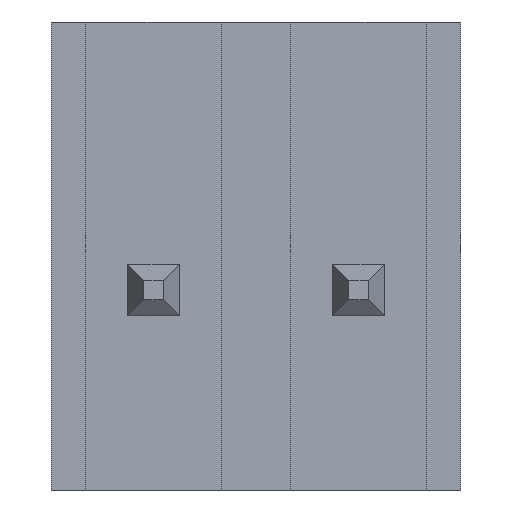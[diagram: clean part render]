
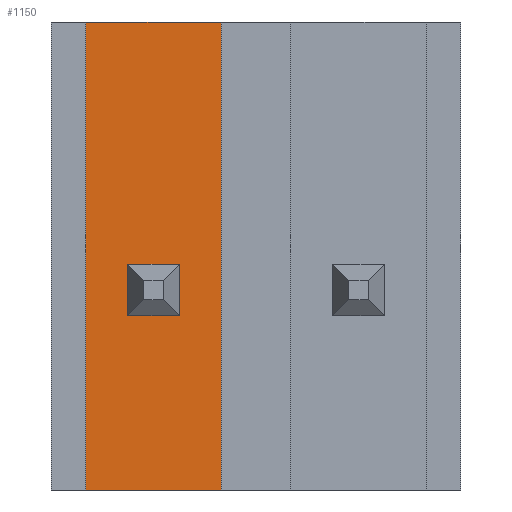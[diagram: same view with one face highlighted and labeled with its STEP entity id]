
A CAD part, front view. The second image highlights one B-rep face of the part: STEP entity #1150.
In plain terms, the highlighted planar face has unit normal (0, -1, 0).
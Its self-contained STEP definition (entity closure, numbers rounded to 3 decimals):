
#15=FACE_BOUND('',#129,.T.);
#67=FACE_OUTER_BOUND('',#128,.T.);
#128=EDGE_LOOP('',(#881,#882,#883,#884));
#129=EDGE_LOOP('',(#885,#886,#887,#888));
#180=LINE('',#1597,#327);
#183=LINE('',#1603,#330);
#185=LINE('',#1606,#332);
#186=LINE('',#1608,#333);
#252=LINE('',#1747,#399);
#266=LINE('',#1774,#413);
#267=LINE('',#1777,#414);
#268=LINE('',#1778,#415);
#327=VECTOR('',#1316,10.);
#330=VECTOR('',#1321,10.);
#332=VECTOR('',#1325,10.);
#333=VECTOR('',#1328,10.);
#399=VECTOR('',#1442,1.68);
#413=VECTOR('',#1466,5.8);
#414=VECTOR('',#1469,1.68);
#415=VECTOR('',#1470,5.8);
#461=VERTEX_POINT('',#1594);
#462=VERTEX_POINT('',#1596);
#463=VERTEX_POINT('',#1600);
#464=VERTEX_POINT('',#1602);
#512=VERTEX_POINT('',#1744);
#513=VERTEX_POINT('',#1746);
#521=VERTEX_POINT('',#1772);
#522=VERTEX_POINT('',#1776);
#568=EDGE_CURVE('',#462,#461,#180,.T.);
#571=EDGE_CURVE('',#464,#463,#183,.T.);
#573=EDGE_CURVE('',#461,#464,#185,.T.);
#574=EDGE_CURVE('',#463,#462,#186,.T.);
#641=EDGE_CURVE('',#513,#512,#252,.T.);
#655=EDGE_CURVE('',#512,#521,#266,.T.);
#656=EDGE_CURVE('',#522,#521,#267,.T.);
#657=EDGE_CURVE('',#513,#522,#268,.T.);
#881=ORIENTED_EDGE('',*,*,#656,.F.);
#882=ORIENTED_EDGE('',*,*,#657,.F.);
#883=ORIENTED_EDGE('',*,*,#641,.T.);
#884=ORIENTED_EDGE('',*,*,#655,.T.);
#885=ORIENTED_EDGE('',*,*,#571,.T.);
#886=ORIENTED_EDGE('',*,*,#574,.T.);
#887=ORIENTED_EDGE('',*,*,#568,.T.);
#888=ORIENTED_EDGE('',*,*,#573,.T.);
#1028=PLANE('',#1235);
#1150=ADVANCED_FACE('',(#67,#15),#1028,.F.);
#1235=AXIS2_PLACEMENT_3D('',#1775,#1467,#1468);
#1316=DIRECTION('',(0.,0.,1.));
#1321=DIRECTION('',(0.,0.,-1.));
#1325=DIRECTION('',(1.,0.,0.));
#1328=DIRECTION('',(-1.,0.,0.));
#1442=DIRECTION('',(-1.,0.,0.));
#1466=DIRECTION('',(0.,0.,-1.));
#1467=DIRECTION('center_axis',(0.,1.,0.));
#1468=DIRECTION('ref_axis',(-1.,0.,0.));
#1469=DIRECTION('',(-1.,0.,0.));
#1470=DIRECTION('',(0.,0.,-1.));
#1594=CARTESIAN_POINT('',(-1.59,-0.94,-0.1));
#1596=CARTESIAN_POINT('',(-1.59,-0.94,-0.74));
#1597=CARTESIAN_POINT('',(-1.59,-0.94,1.08));
#1600=CARTESIAN_POINT('',(-0.95,-0.94,-0.74));
#1602=CARTESIAN_POINT('',(-0.95,-0.94,-0.1));
#1603=CARTESIAN_POINT('',(-0.95,-0.94,1.4));
#1606=CARTESIAN_POINT('',(-1.01,-0.94,-0.1));
#1608=CARTESIAN_POINT('',(-0.69,-0.94,-0.74));
#1744=CARTESIAN_POINT('',(-2.11,-0.94,2.9));
#1746=CARTESIAN_POINT('',(-0.43,-0.94,2.9));
#1747=CARTESIAN_POINT('',(-0.43,-0.94,2.9));
#1772=CARTESIAN_POINT('',(-2.11,-0.94,-2.9));
#1774=CARTESIAN_POINT('',(-2.11,-0.94,2.9));
#1775=CARTESIAN_POINT('Origin',(-0.43,-0.94,2.9));
#1776=CARTESIAN_POINT('',(-0.43,-0.94,-2.9));
#1777=CARTESIAN_POINT('',(-0.43,-0.94,-2.9));
#1778=CARTESIAN_POINT('',(-0.43,-0.94,2.9));
